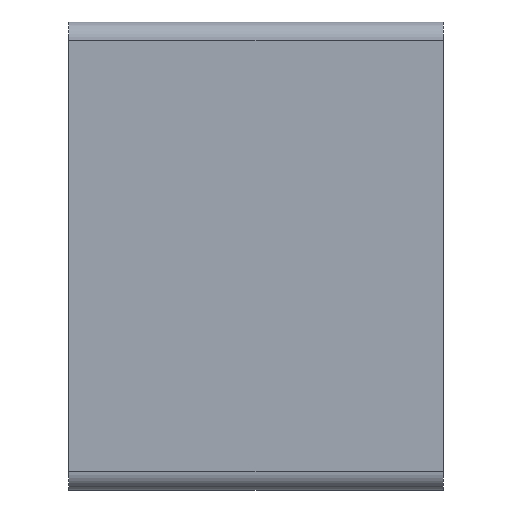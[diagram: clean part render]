
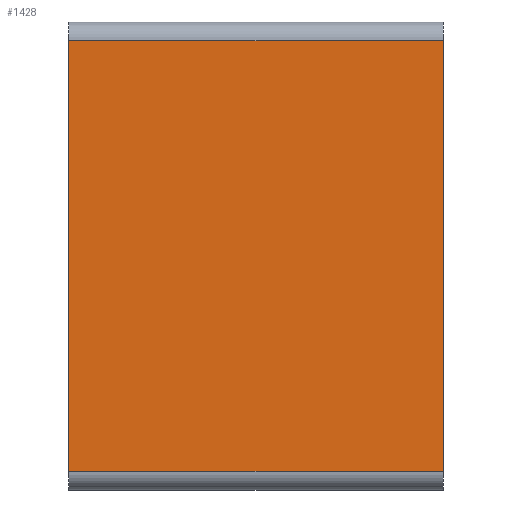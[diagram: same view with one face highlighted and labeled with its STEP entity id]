
A CAD part, front view. The second image highlights one B-rep face of the part: STEP entity #1428.
In plain terms, the highlighted planar face has unit normal (0, -1, 0).
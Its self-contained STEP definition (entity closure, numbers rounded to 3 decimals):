
#63=LINE('',#2073,#184);
#74=LINE('',#2114,#195);
#76=LINE('',#2120,#197);
#167=LINE('',#2433,#288);
#184=VECTOR('',#1651,10.);
#195=VECTOR('',#1694,10.);
#197=VECTOR('',#1700,10.);
#288=VECTOR('',#2005,10.);
#414=FACE_OUTER_BOUND('',#515,.T.);
#515=EDGE_LOOP('',(#1290,#1291,#1292,#1293));
#592=VERTEX_POINT('',#2070);
#593=VERTEX_POINT('',#2072);
#607=VERTEX_POINT('',#2112);
#608=VERTEX_POINT('',#2116);
#730=EDGE_CURVE('',#592,#593,#63,.T.);
#751=EDGE_CURVE('',#607,#592,#74,.T.);
#754=EDGE_CURVE('',#593,#608,#76,.T.);
#901=EDGE_CURVE('',#608,#607,#167,.T.);
#1290=ORIENTED_EDGE('',*,*,#751,.F.);
#1291=ORIENTED_EDGE('',*,*,#901,.F.);
#1292=ORIENTED_EDGE('',*,*,#754,.F.);
#1293=ORIENTED_EDGE('',*,*,#730,.F.);
#1353=PLANE('',#1589);
#1428=ADVANCED_FACE('',(#414),#1353,.T.);
#1589=AXIS2_PLACEMENT_3D('',#2432,#2003,#2004);
#1651=DIRECTION('',(0.,0.,1.));
#1694=DIRECTION('',(-1.,0.,0.));
#1700=DIRECTION('',(1.,0.,0.));
#2003=DIRECTION('center_axis',(0.,-1.,0.));
#2004=DIRECTION('ref_axis',(0.,0.,-1.));
#2005=DIRECTION('',(0.,0.,-1.));
#2070=CARTESIAN_POINT('',(0.,0.,3.));
#2072=CARTESIAN_POINT('',(0.,0.,72.));
#2073=CARTESIAN_POINT('',(0.,0.,0.));
#2112=CARTESIAN_POINT('',(60.,0.,3.));
#2114=CARTESIAN_POINT('',(0.,0.,3.));
#2116=CARTESIAN_POINT('',(60.,0.,72.));
#2120=CARTESIAN_POINT('',(0.,0.,72.));
#2432=CARTESIAN_POINT('Origin',(0.,0.,75.));
#2433=CARTESIAN_POINT('',(60.,0.,0.));
